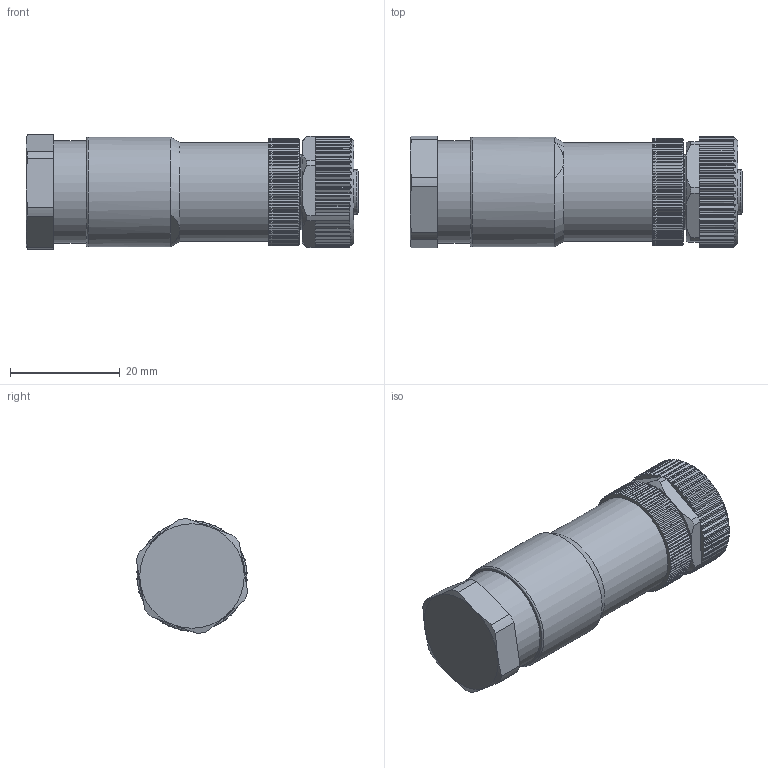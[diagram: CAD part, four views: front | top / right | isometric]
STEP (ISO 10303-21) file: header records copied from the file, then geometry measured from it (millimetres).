
FILE_DESCRIPTION(/* description */ (''),/* implementation_level */ '2;1');
FILE_NAME(/* name */ '99_0690_19_04_001_00.stp',/* time_stamp */ '2014-07-01T11:08:15+02:00',/* author */ (''),/* organization */ (''),/* preprocessor_version */ 'ST-DEVELOPER v14',/* originating_system */ 'SIEMENS PLM Software NX 8.0',/* authorisation */ '');
FILE_SCHEMA (('AP203_CONFIGURATION_CONTROLLED_3D_DESIGN_OF_MECHANICAL_PARTS_AND_ASSEMBLIES_MIM_LF { 1 0 10303 403 2 1 2}'));
Length unit declared in the file: millimetre
Products named in the file (1): cerl08D03CDE0s3j
Bounding box: 60.4 x 20.26 x 20.91 mm (x, y, z)
Volume: 16661.7 mm3; surface area: 5693.7 mm2
Topology: 1 solids, 1 shells, 731 faces, 2042 edges, 1315 vertices
Faces by surface type: plane 373, cylinder 275, cone 30, torus 23, bspline 16, extrusion 8, sphere 6
Full cylindrical faces by diameter (mm): 1.6 x8, 2.25 x4, 8.2 x1, 10.917 x1, 13.5 x1, 18 x1, 18.6 x1, 20 x1
Entity records: 25662 total; most frequent: CARTESIAN_POINT 7723, ORIENTED_EDGE 3940, DIRECTION 3440, EDGE_CURVE 1970, VERTEX_POINT 1292, AXIS2_PLACEMENT_3D 1229, VECTOR 982, LINE 974
